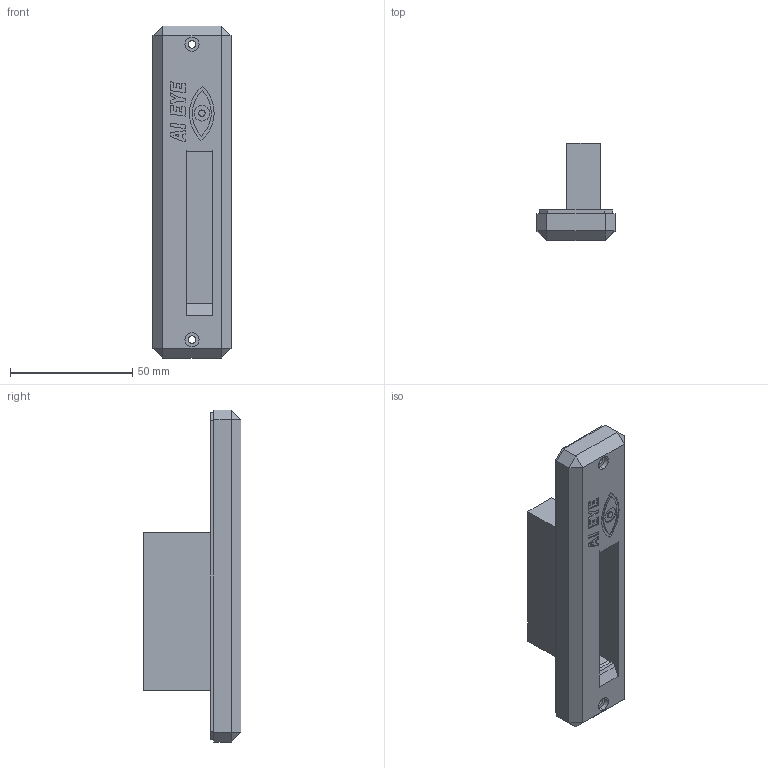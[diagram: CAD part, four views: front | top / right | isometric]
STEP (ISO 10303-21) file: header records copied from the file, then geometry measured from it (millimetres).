
FILE_DESCRIPTION (( 'STEP AP214' ), '1' );
FILE_NAME ('base plate.STEP', '2024-08-28T21:05:54', ( '' ), ( '' ), 'SwSTEP 2.0', 'SolidWorks 2024', '' );
FILE_SCHEMA (( 'AUTOMOTIVE_DESIGN' ));
Length unit declared in the file: millimetre
Products named in the file (1): base plate
Bounding box: 32 x 40 x 136 mm (x, y, z)
Volume: 22354.3 mm3; surface area: 26702.6 mm2
Topology: 1 solids, 1 shells, 158 faces, 412 edges, 267 vertices
Faces by surface type: plane 124, cylinder 25, torus 7, bspline 2
Entity records: 4885 total; most frequent: CARTESIAN_POINT 936, ORIENTED_EDGE 824, DIRECTION 780, EDGE_CURVE 412, LINE 334, VECTOR 334, VERTEX_POINT 267, AXIS2_PLACEMENT_3D 223
